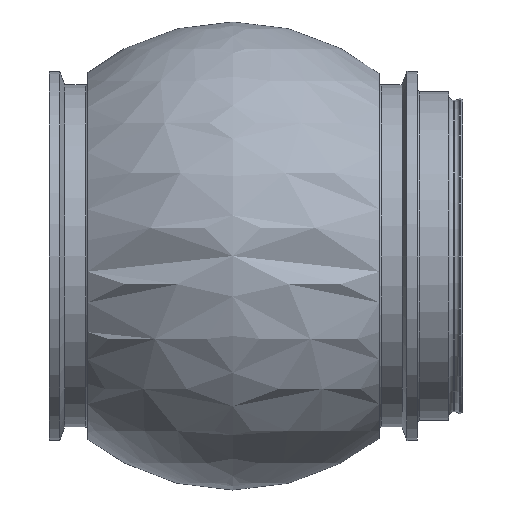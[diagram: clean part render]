
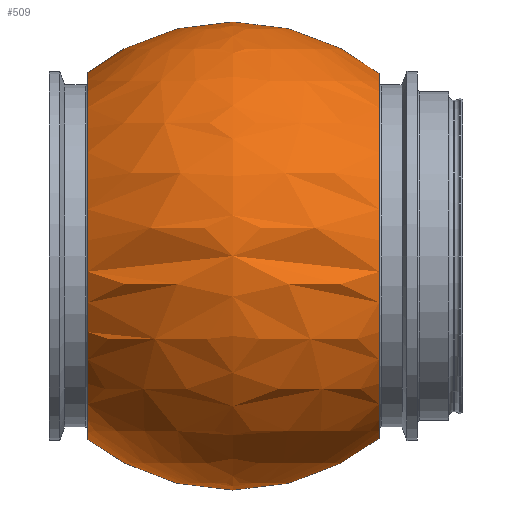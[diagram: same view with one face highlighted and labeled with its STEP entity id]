
A CAD part, left-side view. The second image highlights one B-rep face of the part: STEP entity #509.
In plain terms, the highlighted spherical face has radius 82.55 mm.
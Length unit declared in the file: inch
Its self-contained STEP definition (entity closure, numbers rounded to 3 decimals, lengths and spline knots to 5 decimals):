
#18=SPHERICAL_SURFACE('',#574,3.25);
#20=FACE_BOUND('',#107,.T.);
#78=FACE_OUTER_BOUND('',#106,.T.);
#106=EDGE_LOOP('',(#370,#371));
#107=EDGE_LOOP('',(#372,#373,#374,#375));
#135=CIRCLE('',#558,2.16935);
#139=CIRCLE('',#563,2.16935);
#144=CIRCLE('',#571,2.53563);
#147=CIRCLE('',#575,3.25);
#148=CIRCLE('',#576,2.54837);
#198=VERTEX_POINT('',#852);
#200=VERTEX_POINT('',#855);
#203=VERTEX_POINT('',#862);
#206=VERTEX_POINT('',#868);
#212=VERTEX_POINT('',#912);
#213=VERTEX_POINT('',#913);
#259=EDGE_CURVE('',#200,#198,#135,.T.);
#266=EDGE_CURVE('',#203,#206,#139,.T.);
#274=EDGE_CURVE('',#206,#200,#144,.T.);
#277=EDGE_CURVE('',#212,#213,#147,.T.);
#278=EDGE_CURVE('',#203,#198,#148,.T.);
#370=ORIENTED_EDGE('',*,*,#277,.T.);
#371=ORIENTED_EDGE('',*,*,#277,.F.);
#372=ORIENTED_EDGE('',*,*,#266,.T.);
#373=ORIENTED_EDGE('',*,*,#274,.T.);
#374=ORIENTED_EDGE('',*,*,#259,.T.);
#375=ORIENTED_EDGE('',*,*,#278,.F.);
#509=ADVANCED_FACE('',(#78,#20),#18,.T.);
#558=AXIS2_PLACEMENT_3D('',#856,#661,#662);
#563=AXIS2_PLACEMENT_3D('',#870,#674,#675);
#571=AXIS2_PLACEMENT_3D('',#906,#691,#692);
#574=AXIS2_PLACEMENT_3D('',#911,#697,#698);
#575=AXIS2_PLACEMENT_3D('',#914,#699,#700);
#576=AXIS2_PLACEMENT_3D('',#915,#701,#702);
#661=DIRECTION('center_axis',(-1.,0.,0.));
#662=DIRECTION('ref_axis',(0.,0.,-1.));
#674=DIRECTION('center_axis',(-1.,0.,0.));
#675=DIRECTION('ref_axis',(0.,0.,-1.));
#691=DIRECTION('center_axis',(0.,1.,0.));
#692=DIRECTION('ref_axis',(1.,0.,0.));
#697=DIRECTION('center_axis',(0.,0.,1.));
#698=DIRECTION('ref_axis',(1.,0.,0.));
#699=DIRECTION('center_axis',(0.,-1.,0.));
#700=DIRECTION('ref_axis',(-1.,0.,0.));
#701=DIRECTION('center_axis',(0.,1.,0.));
#702=DIRECTION('ref_axis',(1.,0.,0.));
#852=CARTESIAN_POINT('',(2.42,2.017,0.79863));
#855=CARTESIAN_POINT('',(2.42,-2.033,0.75697));
#856=CARTESIAN_POINT('Origin',(2.42,0.,0.));
#862=CARTESIAN_POINT('',(2.42,2.017,-0.79863));
#868=CARTESIAN_POINT('',(2.42,-2.033,-0.75697));
#870=CARTESIAN_POINT('Origin',(2.42,0.,0.));
#906=CARTESIAN_POINT('Origin',(0.,-2.033,0.));
#911=CARTESIAN_POINT('Origin',(0.,0.,0.));
#912=CARTESIAN_POINT('',(0.,0.,3.25));
#913=CARTESIAN_POINT('',(0.,0.,-3.25));
#914=CARTESIAN_POINT('Origin',(0.,0.,0.));
#915=CARTESIAN_POINT('Origin',(0.,2.017,0.));
